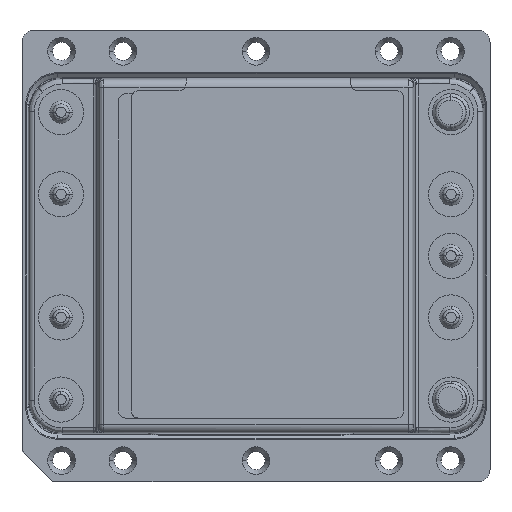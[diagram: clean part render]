
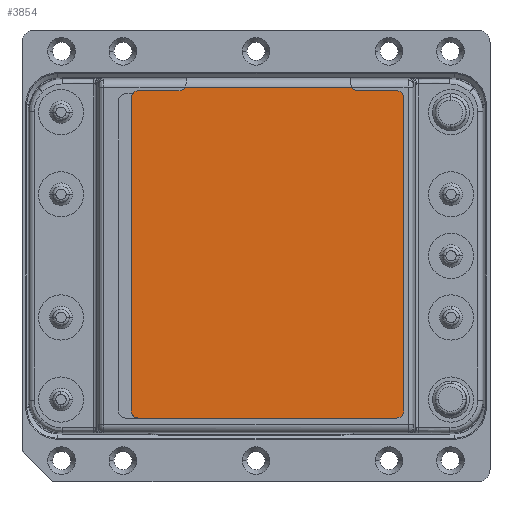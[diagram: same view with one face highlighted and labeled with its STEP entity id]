
A CAD part, top view. The second image highlights one B-rep face of the part: STEP entity #3854.
In plain terms, the highlighted planar face has unit normal (0, 0, 1).
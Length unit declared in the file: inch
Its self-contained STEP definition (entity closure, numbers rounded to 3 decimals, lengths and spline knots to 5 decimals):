
#698 = AXIS2_PLACEMENT_3D ( 'NONE', #11008, #11009, #11010 ) ;
#852 = VERTEX_POINT ( 'NONE', #6713 ) ;
#854 = VERTEX_POINT ( 'NONE', #6714 ) ;
#855 = VERTEX_POINT ( 'NONE', #6709 ) ;
#856 = VERTEX_POINT ( 'NONE', #6710 ) ;
#858 = VERTEX_POINT ( 'NONE', #6711 ) ;
#1218 = VERTEX_POINT ( 'NONE', #7027 ) ;
#1219 = VERTEX_POINT ( 'NONE', #7028 ) ;
#1220 = VERTEX_POINT ( 'NONE', #7029 ) ;
#1221 = VERTEX_POINT ( 'NONE', #7030 ) ;
#1222 = VERTEX_POINT ( 'NONE', #7031 ) ;
#1224 = VERTEX_POINT ( 'NONE', #7033 ) ;
#1226 = VERTEX_POINT ( 'NONE', #7035 ) ;
#2151 = FACE_OUTER_BOUND ( 'NONE', #4768, .T. ) ;
#2376 = VECTOR ( 'NONE', #18154, 39.37008 ) ;
#3854 = ADVANCED_FACE ( 'NONE', ( #2151 ), #11007, .T. ) ;
#4768 = EDGE_LOOP ( 'NONE', ( #5455, #5457, #5454, #5456, #5458, #5459, #5460, #5461, #5462, #5463, #5464, #5465 ) ) ;
#5454 = ORIENTED_EDGE ( 'NONE', *, *, #5873, .T. ) ;
#5455 = ORIENTED_EDGE ( 'NONE', *, *, #5877, .F. ) ;
#5456 = ORIENTED_EDGE ( 'NONE', *, *, #5875, .T. ) ;
#5457 = ORIENTED_EDGE ( 'NONE', *, *, #5871, .T. ) ;
#5458 = ORIENTED_EDGE ( 'NONE', *, *, #5876, .T. ) ;
#5459 = ORIENTED_EDGE ( 'NONE', *, *, #6084, .T. ) ;
#5460 = ORIENTED_EDGE ( 'NONE', *, *, #6087, .T. ) ;
#5461 = ORIENTED_EDGE ( 'NONE', *, *, #6089, .T. ) ;
#5462 = ORIENTED_EDGE ( 'NONE', *, *, #5862, .T. ) ;
#5463 = ORIENTED_EDGE ( 'NONE', *, *, #5864, .T. ) ;
#5464 = ORIENTED_EDGE ( 'NONE', *, *, #5866, .T. ) ;
#5465 = ORIENTED_EDGE ( 'NONE', *, *, #5867, .T. ) ;
#5862 = EDGE_CURVE ( 'NONE', #854, #1220, #17425, .T. ) ;
#5864 = EDGE_CURVE ( 'NONE', #1220, #855, #16238, .T. ) ;
#5866 = EDGE_CURVE ( 'NONE', #855, #1221, #17428, .T. ) ;
#5867 = EDGE_CURVE ( 'NONE', #1221, #856, #16241, .T. ) ;
#5871 = EDGE_CURVE ( 'NONE', #1222, #858, #18892, .T. ) ;
#5873 = EDGE_CURVE ( 'NONE', #858, #1224, #17431, .T. ) ;
#5875 = EDGE_CURVE ( 'NONE', #1224, #1226, #18897, .T. ) ;
#5876 = EDGE_CURVE ( 'NONE', #1226, #852, #17433, .T. ) ;
#5877 = EDGE_CURVE ( 'NONE', #1222, #856, #17434, .T. ) ;
#6084 = EDGE_CURVE ( 'NONE', #852, #1218, #19152, .T. ) ;
#6087 = EDGE_CURVE ( 'NONE', #1218, #1219, #17605, .T. ) ;
#6089 = EDGE_CURVE ( 'NONE', #1219, #854, #19137, .T. ) ;
#6709 = CARTESIAN_POINT ( 'NONE',  ( 1.82669, 0.76226, 0.50997 ) ) ;
#6710 = CARTESIAN_POINT ( 'NONE',  ( 1.60625, 0.77893, 0.50997 ) ) ;
#6711 = CARTESIAN_POINT ( 'NONE',  ( 0.76351, 0.76226, 0.50997 ) ) ;
#6713 = CARTESIAN_POINT ( 'NONE',  ( 0.53081, -0.80242, 0.50997 ) ) ;
#6714 = CARTESIAN_POINT ( 'NONE',  ( 1.8618, -0.80242, 0.50997 ) ) ;
#7027 = CARTESIAN_POINT ( 'NONE',  ( 0.56592, -0.83752, 0.50997 ) ) ;
#7028 = CARTESIAN_POINT ( 'NONE',  ( 1.82669, -0.83752, 0.50997 ) ) ;
#7029 = CARTESIAN_POINT ( 'NONE',  ( 1.8618, 0.72716, 0.50997 ) ) ;
#7030 = CARTESIAN_POINT ( 'NONE',  ( 1.63612, 0.76226, 0.50997 ) ) ;
#7031 = CARTESIAN_POINT ( 'NONE',  ( 0.79339, 0.77893, 0.50997 ) ) ;
#7033 = CARTESIAN_POINT ( 'NONE',  ( 0.56592, 0.76226, 0.50997 ) ) ;
#7035 = CARTESIAN_POINT ( 'NONE',  ( 0.53081, 0.72716, 0.50997 ) ) ;
#11007 = PLANE ( 'NONE',  #698 ) ;
#11008 = CARTESIAN_POINT ( 'NONE',  ( 0.56592, 0.72716, 0.50997 ) ) ;
#11009 = DIRECTION ( 'NONE',  ( 0., 0., 1. ) ) ;
#11010 = DIRECTION ( 'NONE',  ( -1., 0., 0. ) ) ;
#12034 = AXIS2_PLACEMENT_3D ( 'NONE', #18155, #18156, #18157 ) ;
#16237 = VECTOR ( 'NONE', #18145, 39.37008 ) ;
#16238 = CIRCLE ( 'NONE', #16240, 0.0351 ) ;
#16240 = AXIS2_PLACEMENT_3D ( 'NONE', #18148, #18149, #18150 ) ;
#16241 = CIRCLE ( 'NONE', #12034, 0.0351 ) ;
#17425 = LINE ( 'NONE', #18144, #16237 ) ;
#17428 = LINE ( 'NONE', #18153, #2376 ) ;
#17431 = LINE ( 'NONE', #18169, #18896 ) ;
#17433 = LINE ( 'NONE', #18176, #18900 ) ;
#17434 = LINE ( 'NONE', #18178, #18901 ) ;
#17605 = LINE ( 'NONE', #19665, #19170 ) ;
#18144 = CARTESIAN_POINT ( 'NONE',  ( 1.8618, 0.72716, 0.50997 ) ) ;
#18145 = DIRECTION ( 'NONE',  ( 0., 1., 0. ) ) ;
#18148 = CARTESIAN_POINT ( 'NONE',  ( 1.82669, 0.72716, 0.50997 ) ) ;
#18149 = DIRECTION ( 'NONE',  ( 0., 0., 1. ) ) ;
#18150 = DIRECTION ( 'NONE',  ( 1., 0., 0. ) ) ;
#18153 = CARTESIAN_POINT ( 'NONE',  ( 1.82669, 0.76226, 0.50997 ) ) ;
#18154 = DIRECTION ( 'NONE',  ( -1., 0., 0. ) ) ;
#18155 = CARTESIAN_POINT ( 'NONE',  ( 1.63612, 0.79737, 0.50997 ) ) ;
#18156 = DIRECTION ( 'NONE',  ( 0., 0., -1. ) ) ;
#18157 = DIRECTION ( 'NONE',  ( -1., 0., 0. ) ) ;
#18164 = CARTESIAN_POINT ( 'NONE',  ( 0.76351, 0.79737, 0.50997 ) ) ;
#18165 = DIRECTION ( 'NONE',  ( 0., 0., -1. ) ) ;
#18166 = DIRECTION ( 'NONE',  ( 1., 0., 0. ) ) ;
#18169 = CARTESIAN_POINT ( 'NONE',  ( 0.76351, 0.76226, 0.50997 ) ) ;
#18170 = DIRECTION ( 'NONE',  ( -1., 0., 0. ) ) ;
#18173 = CARTESIAN_POINT ( 'NONE',  ( 0.56592, 0.72716, 0.50997 ) ) ;
#18174 = DIRECTION ( 'NONE',  ( 0., 0., 1. ) ) ;
#18175 = DIRECTION ( 'NONE',  ( -1., 0., 0. ) ) ;
#18176 = CARTESIAN_POINT ( 'NONE',  ( 0.53081, 0.72716, 0.50997 ) ) ;
#18177 = DIRECTION ( 'NONE',  ( 0., -1., 0. ) ) ;
#18178 = CARTESIAN_POINT ( 'NONE',  ( 0.56592, 0.77893, 0.50997 ) ) ;
#18179 = DIRECTION ( 'NONE',  ( 1., 0., 0. ) ) ;
#18892 = CIRCLE ( 'NONE', #18894, 0.03511 ) ;
#18894 = AXIS2_PLACEMENT_3D ( 'NONE', #18164, #18165, #18166 ) ;
#18896 = VECTOR ( 'NONE', #18170, 39.37008 ) ;
#18897 = CIRCLE ( 'NONE', #18899, 0.03511 ) ;
#18899 = AXIS2_PLACEMENT_3D ( 'NONE', #18173, #18174, #18175 ) ;
#18900 = VECTOR ( 'NONE', #18177, 39.37008 ) ;
#18901 = VECTOR ( 'NONE', #18179, 39.37008 ) ;
#19137 = CIRCLE ( 'NONE', #19172, 0.0351 ) ;
#19152 = CIRCLE ( 'NONE', #19167, 0.03511 ) ;
#19167 = AXIS2_PLACEMENT_3D ( 'NONE', #19658, #19659, #19660 ) ;
#19170 = VECTOR ( 'NONE', #19666, 39.37008 ) ;
#19172 = AXIS2_PLACEMENT_3D ( 'NONE', #19669, #19670, #19671 ) ;
#19658 = CARTESIAN_POINT ( 'NONE',  ( 0.56592, -0.80242, 0.50997 ) ) ;
#19659 = DIRECTION ( 'NONE',  ( 0., 0., 1. ) ) ;
#19660 = DIRECTION ( 'NONE',  ( 1., 0., 0. ) ) ;
#19665 = CARTESIAN_POINT ( 'NONE',  ( 1.82669, -0.83752, 0.50997 ) ) ;
#19666 = DIRECTION ( 'NONE',  ( 1., 0., 0. ) ) ;
#19669 = CARTESIAN_POINT ( 'NONE',  ( 1.82669, -0.80242, 0.50997 ) ) ;
#19670 = DIRECTION ( 'NONE',  ( 0., 0., 1. ) ) ;
#19671 = DIRECTION ( 'NONE',  ( 1., 0., 0. ) ) ;
